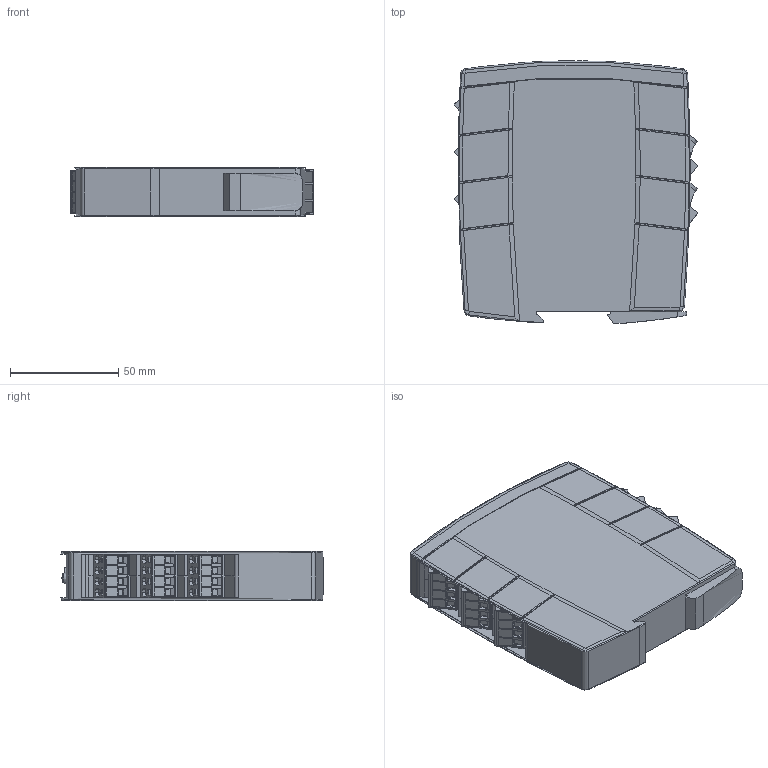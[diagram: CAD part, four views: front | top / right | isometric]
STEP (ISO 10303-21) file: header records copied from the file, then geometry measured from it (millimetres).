
FILE_DESCRIPTION (( 'STEP AP203' ), '1' );
FILE_NAME ('110601.STEP', '2017-12-07T20:49:44', ( '' ), ( '' ), 'SwSTEP 2.0', 'SolidWorks 2016', '' );
FILE_SCHEMA (( 'CONFIG_CONTROL_DESIGN' ));
Products named in the file (2): 110601
Bounding box: 112.55 x 121.02 x 22.8 mm (x, y, z)
Volume: 269596.7 mm3; surface area: 42091.4 mm2
Topology: 1 solids, 43 shells, 2467 faces, 6767 edges, 4518 vertices
Faces by surface type: plane 1787, cylinder 552, bspline 114, cone 9, torus 4, sphere 1
Entity records: 86750 total; most frequent: CARTESIAN_POINT 28403, ORIENTED_EDGE 13534, DIRECTION 9473, EDGE_CURVE 6767, VECTOR 4677, LINE 4677, VERTEX_POINT 4518, EDGE_LOOP 2661
